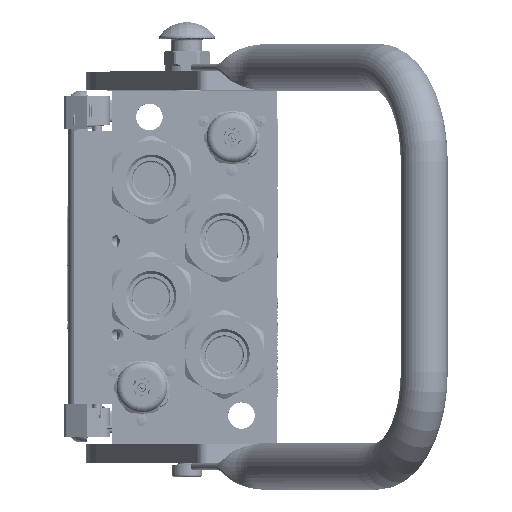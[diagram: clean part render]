
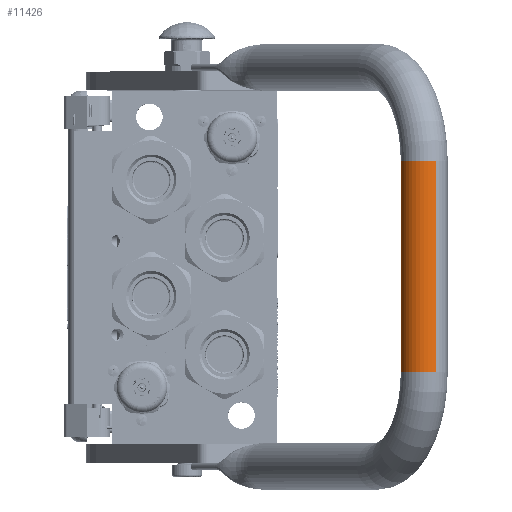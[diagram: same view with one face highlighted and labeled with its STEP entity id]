
A CAD part, top view. The second image highlights one B-rep face of the part: STEP entity #11426.
In plain terms, the highlighted cylindrical face has radius 12.5 mm (diameter 25 mm), a partial arc.
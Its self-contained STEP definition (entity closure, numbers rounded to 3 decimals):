
#1335 = LINE ( 'NONE', #30728, #161313 ) ;
#1728 = AXIS2_PLACEMENT_3D ( 'NONE', #19941, #174367, #103778 ) ;
#11426 = ADVANCED_FACE ( 'NONE', ( #113211 ), #117595, .T. ) ;
#17579 = CARTESIAN_POINT ( 'NONE',  ( -56.25, 0., 180. ) ) ;
#19941 = CARTESIAN_POINT ( 'NONE',  ( -56.25, 0., 167.5 ) ) ;
#20439 = ORIENTED_EDGE ( 'NONE', *, *, #94303, .F. ) ;
#22255 = AXIS2_PLACEMENT_3D ( 'NONE', #110264, #137951, #122003 ) ;
#23373 = EDGE_CURVE ( 'NONE', #98032, #90955, #64418, .T. ) ;
#30728 = CARTESIAN_POINT ( 'NONE',  ( -56.25, 0., 155. ) ) ;
#32402 = DIRECTION ( 'NONE',  ( 0., 0., 1. ) ) ;
#34783 = CARTESIAN_POINT ( 'NONE',  ( -56.25, 0., 155. ) ) ;
#43143 = LINE ( 'NONE', #17579, #67389 ) ;
#50114 = AXIS2_PLACEMENT_3D ( 'NONE', #131003, #103975, #32402 ) ;
#52602 = EDGE_CURVE ( 'NONE', #128108, #90955, #1335, .T. ) ;
#54963 = EDGE_LOOP ( 'NONE', ( #137170, #150688, #20439, #171481 ) ) ;
#64418 = CIRCLE ( 'NONE', #50114, 12.5 ) ;
#67389 = VECTOR ( 'NONE', #74502, 1000. ) ;
#69687 = VERTEX_POINT ( 'NONE', #72513 ) ;
#72513 = CARTESIAN_POINT ( 'NONE',  ( -56.25, 0., 180. ) ) ;
#74502 = DIRECTION ( 'NONE',  ( 1., 0., 0. ) ) ;
#88219 = DIRECTION ( 'NONE',  ( 1., 0., 0. ) ) ;
#90955 = VERTEX_POINT ( 'NONE', #173894 ) ;
#94303 = EDGE_CURVE ( 'NONE', #69687, #98032, #43143, .T. ) ;
#98032 = VERTEX_POINT ( 'NONE', #126096 ) ;
#103778 = DIRECTION ( 'NONE',  ( 0., 0., -1. ) ) ;
#103975 = DIRECTION ( 'NONE',  ( 1., 0., 0. ) ) ;
#105915 = EDGE_CURVE ( 'NONE', #69687, #128108, #152678, .T. ) ;
#110264 = CARTESIAN_POINT ( 'NONE',  ( -56.25, 0., 167.5 ) ) ;
#113211 = FACE_OUTER_BOUND ( 'NONE', #54963, .T. ) ;
#117595 = CYLINDRICAL_SURFACE ( 'NONE', #1728, 12.5 ) ;
#122003 = DIRECTION ( 'NONE',  ( 0., 0., 1. ) ) ;
#126096 = CARTESIAN_POINT ( 'NONE',  ( 56.25, 0., 180. ) ) ;
#128108 = VERTEX_POINT ( 'NONE', #34783 ) ;
#131003 = CARTESIAN_POINT ( 'NONE',  ( 56.25, 0., 167.5 ) ) ;
#137170 = ORIENTED_EDGE ( 'NONE', *, *, #52602, .T. ) ;
#137951 = DIRECTION ( 'NONE',  ( 1., 0., 0. ) ) ;
#150688 = ORIENTED_EDGE ( 'NONE', *, *, #23373, .F. ) ;
#152678 = CIRCLE ( 'NONE', #22255, 12.5 ) ;
#161313 = VECTOR ( 'NONE', #88219, 1000. ) ;
#171481 = ORIENTED_EDGE ( 'NONE', *, *, #105915, .T. ) ;
#173894 = CARTESIAN_POINT ( 'NONE',  ( 56.25, 0., 155. ) ) ;
#174367 = DIRECTION ( 'NONE',  ( -1., 0., 0. ) ) ;
